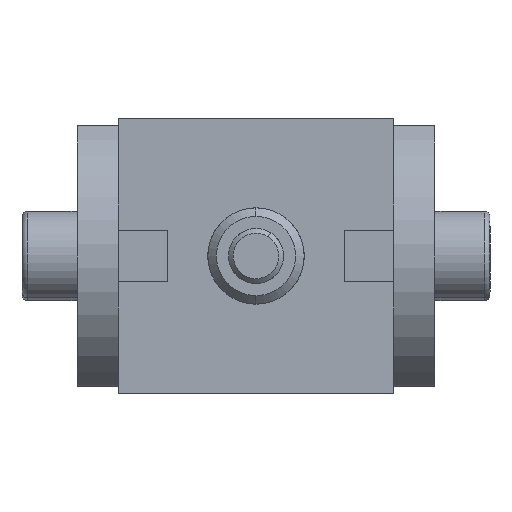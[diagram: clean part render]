
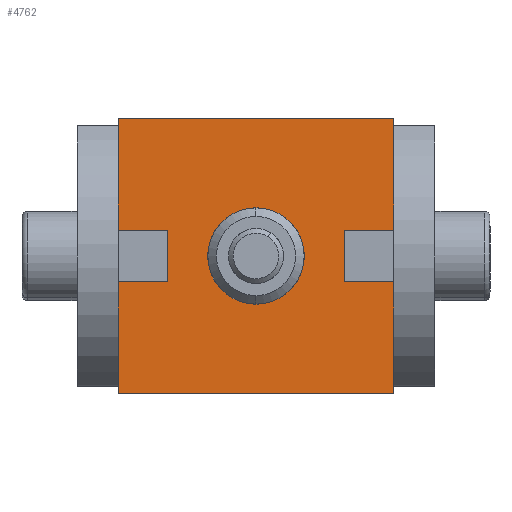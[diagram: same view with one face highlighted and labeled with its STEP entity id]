
A CAD part, front view. The second image highlights one B-rep face of the part: STEP entity #4762.
In plain terms, the highlighted planar face has unit normal (0, -1, 0).
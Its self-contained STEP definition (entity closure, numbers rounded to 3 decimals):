
#38 = VERTEX_POINT ( 'NONE', #198 ) ;
#88 = CARTESIAN_POINT ( 'NONE',  ( -3.75, -10., 7.2 ) ) ;
#193 = CARTESIAN_POINT ( 'NONE',  ( -20., -10., 0. ) ) ;
#198 = CARTESIAN_POINT ( 'NONE',  ( 3.75, -10., 7.2 ) ) ;
#201 = VERTEX_POINT ( 'NONE', #3604 ) ;
#280 = EDGE_CURVE ( 'NONE', #38, #4074, #3875, .T. ) ;
#300 = FACE_OUTER_BOUND ( 'NONE', #3690, .T. ) ;
#372 = LINE ( 'NONE', #2007, #5836 ) ;
#377 = CARTESIAN_POINT ( 'NONE',  ( -20., -10., 0. ) ) ;
#446 = DIRECTION ( 'NONE',  ( 0., 0., 1. ) ) ;
#447 = ORIENTED_EDGE ( 'NONE', *, *, #1562, .T. ) ;
#570 = ORIENTED_EDGE ( 'NONE', *, *, #5936, .F. ) ;
#616 = CARTESIAN_POINT ( 'NONE',  ( 20., -10., 40. ) ) ;
#681 = AXIS2_PLACEMENT_3D ( 'NONE', #5450, #3442, #446 ) ;
#686 = CARTESIAN_POINT ( 'NONE',  ( 3.75, -10., 7.2 ) ) ;
#693 = CARTESIAN_POINT ( 'NONE',  ( 3.75, -10., 32.8 ) ) ;
#698 = VECTOR ( 'NONE', #4119, 1000. ) ;
#715 = DIRECTION ( 'NONE',  ( 0., 0., 1. ) ) ;
#754 = DIRECTION ( 'NONE',  ( 1., 0., 0. ) ) ;
#789 = EDGE_CURVE ( 'NONE', #2656, #201, #372, .T. ) ;
#808 = DIRECTION ( 'NONE',  ( 0., 0., -1. ) ) ;
#841 = LINE ( 'NONE', #6004, #5525 ) ;
#932 = ORIENTED_EDGE ( 'NONE', *, *, #5280, .F. ) ;
#1087 = VECTOR ( 'NONE', #5641, 1000. ) ;
#1123 = CARTESIAN_POINT ( 'NONE',  ( 3.75, -10., 0. ) ) ;
#1152 = DIRECTION ( 'NONE',  ( 0., 0., -1. ) ) ;
#1196 = ORIENTED_EDGE ( 'NONE', *, *, #6054, .F. ) ;
#1282 = LINE ( 'NONE', #1736, #6422 ) ;
#1352 = VERTEX_POINT ( 'NONE', #616 ) ;
#1478 = CARTESIAN_POINT ( 'NONE',  ( -3.75, -10., 7.2 ) ) ;
#1480 = VERTEX_POINT ( 'NONE', #1123 ) ;
#1530 = CARTESIAN_POINT ( 'NONE',  ( -3.75, -10., 0. ) ) ;
#1532 = DIRECTION ( 'NONE',  ( 1., 0., 0. ) ) ;
#1562 = EDGE_CURVE ( 'NONE', #3090, #2800, #1863, .T. ) ;
#1589 = ORIENTED_EDGE ( 'NONE', *, *, #6574, .T. ) ;
#1605 = EDGE_CURVE ( 'NONE', #4238, #3090, #6589, .T. ) ;
#1625 = ORIENTED_EDGE ( 'NONE', *, *, #5307, .F. ) ;
#1652 = LINE ( 'NONE', #88, #3121 ) ;
#1654 = VECTOR ( 'NONE', #6617, 1000. ) ;
#1660 = CIRCLE ( 'NONE', #3808, 4.25 ) ;
#1736 = CARTESIAN_POINT ( 'NONE',  ( -3.75, -10., 32.8 ) ) ;
#1767 = AXIS2_PLACEMENT_3D ( 'NONE', #5291, #4853, #1152 ) ;
#1863 = LINE ( 'NONE', #377, #4116 ) ;
#1934 = CARTESIAN_POINT ( 'NONE',  ( -20., -10., 40. ) ) ;
#1969 = LINE ( 'NONE', #4133, #6186 ) ;
#1970 = VERTEX_POINT ( 'NONE', #4288 ) ;
#2007 = CARTESIAN_POINT ( 'NONE',  ( -3.75, -10., 32.8 ) ) ;
#2073 = CARTESIAN_POINT ( 'NONE',  ( -20., -10., 40. ) ) ;
#2122 = DIRECTION ( 'NONE',  ( 0., 0., -1. ) ) ;
#2164 = ORIENTED_EDGE ( 'NONE', *, *, #789, .F. ) ;
#2221 = ORIENTED_EDGE ( 'NONE', *, *, #5225, .F. ) ;
#2357 = DIRECTION ( 'NONE',  ( 1., 0., 0. ) ) ;
#2408 = VERTEX_POINT ( 'NONE', #693 ) ;
#2452 = CARTESIAN_POINT ( 'NONE',  ( 0., -10., 20. ) ) ;
#2479 = ORIENTED_EDGE ( 'NONE', *, *, #5774, .F. ) ;
#2555 = ORIENTED_EDGE ( 'NONE', *, *, #5125, .F. ) ;
#2656 = VERTEX_POINT ( 'NONE', #5002 ) ;
#2800 = VERTEX_POINT ( 'NONE', #1530 ) ;
#2808 = VECTOR ( 'NONE', #754, 1000. ) ;
#2856 = CARTESIAN_POINT ( 'NONE',  ( 3.75, -10., 32.8 ) ) ;
#2991 = VERTEX_POINT ( 'NONE', #5925 ) ;
#3090 = VERTEX_POINT ( 'NONE', #193 ) ;
#3094 = VERTEX_POINT ( 'NONE', #5820 ) ;
#3121 = VECTOR ( 'NONE', #2122, 1000. ) ;
#3162 = EDGE_CURVE ( 'NONE', #4074, #2800, #1652, .T. ) ;
#3219 = CARTESIAN_POINT ( 'NONE',  ( -20., -10., 0. ) ) ;
#3301 = ORIENTED_EDGE ( 'NONE', *, *, #4648, .F. ) ;
#3309 = LINE ( 'NONE', #686, #4030 ) ;
#3377 = FACE_BOUND ( 'NONE', #6677, .T. ) ;
#3442 = DIRECTION ( 'NONE',  ( 0., 1., 0. ) ) ;
#3604 = CARTESIAN_POINT ( 'NONE',  ( -3.75, -10., 32.8 ) ) ;
#3690 = EDGE_LOOP ( 'NONE', ( #2164, #2479, #4914, #447, #5920, #5368, #932, #1589, #570, #1196, #2555, #3301 ) ) ;
#3808 = AXIS2_PLACEMENT_3D ( 'NONE', #2452, #5443, #6034 ) ;
#3875 = LINE ( 'NONE', #1478, #698 ) ;
#3918 = DIRECTION ( 'NONE',  ( 0., 0., -1. ) ) ;
#3993 = DIRECTION ( 'NONE',  ( 0., 0., -1. ) ) ;
#4030 = VECTOR ( 'NONE', #715, 1000. ) ;
#4074 = VERTEX_POINT ( 'NONE', #6263 ) ;
#4116 = VECTOR ( 'NONE', #2357, 1000. ) ;
#4119 = DIRECTION ( 'NONE',  ( -1., 0., 0. ) ) ;
#4133 = CARTESIAN_POINT ( 'NONE',  ( -20., -10., 40. ) ) ;
#4238 = VERTEX_POINT ( 'NONE', #4347 ) ;
#4288 = CARTESIAN_POINT ( 'NONE',  ( 20., -10., 0. ) ) ;
#4347 = CARTESIAN_POINT ( 'NONE',  ( -20., -10., 40. ) ) ;
#4546 = LINE ( 'NONE', #2073, #1087 ) ;
#4648 = EDGE_CURVE ( 'NONE', #201, #2408, #1282, .T. ) ;
#4686 = CIRCLE ( 'NONE', #1767, 4.25 ) ;
#4762 = ADVANCED_FACE ( 'NONE', ( #3377, #300 ), #5093, .F. ) ;
#4785 = DIRECTION ( 'NONE',  ( 1., 0., 0. ) ) ;
#4853 = DIRECTION ( 'NONE',  ( 0., -1., 0. ) ) ;
#4891 = LINE ( 'NONE', #3219, #2808 ) ;
#4914 = ORIENTED_EDGE ( 'NONE', *, *, #1605, .T. ) ;
#5002 = CARTESIAN_POINT ( 'NONE',  ( -3.75, -10., 40. ) ) ;
#5093 = PLANE ( 'NONE',  #681 ) ;
#5125 = EDGE_CURVE ( 'NONE', #2408, #2991, #6066, .T. ) ;
#5225 = EDGE_CURVE ( 'NONE', #3094, #5931, #1660, .T. ) ;
#5280 = EDGE_CURVE ( 'NONE', #1480, #38, #3309, .T. ) ;
#5291 = CARTESIAN_POINT ( 'NONE',  ( 0., -10., 20. ) ) ;
#5307 = EDGE_CURVE ( 'NONE', #5931, #3094, #4686, .T. ) ;
#5368 = ORIENTED_EDGE ( 'NONE', *, *, #280, .F. ) ;
#5443 = DIRECTION ( 'NONE',  ( 0., -1., 0. ) ) ;
#5450 = CARTESIAN_POINT ( 'NONE',  ( -20., -10., 40. ) ) ;
#5524 = CARTESIAN_POINT ( 'NONE',  ( 0., -10., 24.25 ) ) ;
#5525 = VECTOR ( 'NONE', #808, 1000. ) ;
#5641 = DIRECTION ( 'NONE',  ( 1., 0., 0. ) ) ;
#5774 = EDGE_CURVE ( 'NONE', #4238, #2656, #4546, .T. ) ;
#5820 = CARTESIAN_POINT ( 'NONE',  ( 0., -10., 15.75 ) ) ;
#5836 = VECTOR ( 'NONE', #3918, 1000. ) ;
#5920 = ORIENTED_EDGE ( 'NONE', *, *, #3162, .F. ) ;
#5925 = CARTESIAN_POINT ( 'NONE',  ( 3.75, -10., 40. ) ) ;
#5931 = VERTEX_POINT ( 'NONE', #5524 ) ;
#5936 = EDGE_CURVE ( 'NONE', #1352, #1970, #841, .T. ) ;
#6004 = CARTESIAN_POINT ( 'NONE',  ( 20., -10., 40. ) ) ;
#6034 = DIRECTION ( 'NONE',  ( 0., 0., -1. ) ) ;
#6054 = EDGE_CURVE ( 'NONE', #2991, #1352, #1969, .T. ) ;
#6066 = LINE ( 'NONE', #2856, #1654 ) ;
#6186 = VECTOR ( 'NONE', #1532, 1000. ) ;
#6263 = CARTESIAN_POINT ( 'NONE',  ( -3.75, -10., 7.2 ) ) ;
#6422 = VECTOR ( 'NONE', #4785, 1000. ) ;
#6498 = VECTOR ( 'NONE', #3993, 1000. ) ;
#6574 = EDGE_CURVE ( 'NONE', #1480, #1970, #4891, .T. ) ;
#6589 = LINE ( 'NONE', #1934, #6498 ) ;
#6617 = DIRECTION ( 'NONE',  ( 0., 0., 1. ) ) ;
#6677 = EDGE_LOOP ( 'NONE', ( #2221, #1625 ) ) ;
